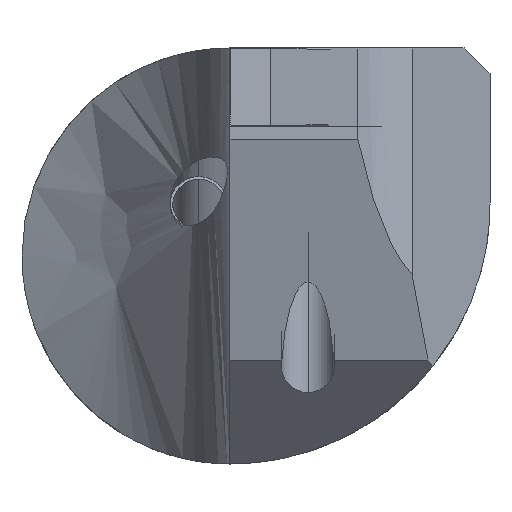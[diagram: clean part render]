
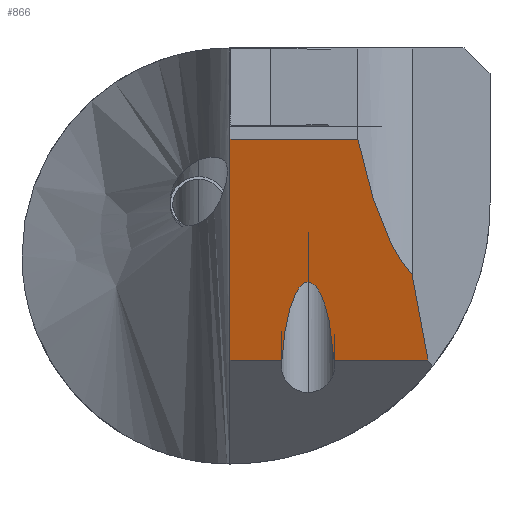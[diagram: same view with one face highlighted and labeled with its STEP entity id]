
A CAD part, left-side view. The second image highlights one B-rep face of the part: STEP entity #866.
In plain terms, the highlighted planar face has unit normal (-0.966, 0, -0.259).
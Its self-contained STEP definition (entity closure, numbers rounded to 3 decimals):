
#57 = CARTESIAN_POINT ( 'NONE',  ( 1.475, -3., -9.005 ) ) ;
#78 = EDGE_CURVE ( 'NONE', #2251, #1284, #1556, .T. ) ;
#85 = CARTESIAN_POINT ( 'NONE',  ( 2.278, 162.603, -12. ) ) ;
#93 = DIRECTION ( 'NONE',  ( 0., -1., 0. ) ) ;
#135 = DIRECTION ( 'NONE',  ( -0.966, 0., -0.259 ) ) ;
#190 = CARTESIAN_POINT ( 'NONE',  ( 2.278, -1.999, -12. ) ) ;
#202 = CARTESIAN_POINT ( 'NONE',  ( 1.475, -3., -9.005 ) ) ;
#230 = EDGE_CURVE ( 'NONE', #3487, #3329, #2325, .T. ) ;
#231 = CARTESIAN_POINT ( 'NONE',  ( 0., -4.92, -3.5 ) ) ;
#293 = EDGE_CURVE ( 'NONE', #1685, #3329, #1453, .T. ) ;
#343 = EDGE_CURVE ( 'NONE', #794, #2679, #3813, .T. ) ;
#381 = CARTESIAN_POINT ( 'NONE',  ( 1.4, -7., -8.725 ) ) ;
#401 = CARTESIAN_POINT ( 'NONE',  ( 1.788, -2.108, -10.175 ) ) ;
#472 = VERTEX_POINT ( 'NONE', #231 ) ;
#479 = CARTESIAN_POINT ( 'NONE',  ( 2.278, 162.603, -12. ) ) ;
#528 = ORIENTED_EDGE ( 'NONE', *, *, #2547, .T. ) ;
#557 = VECTOR ( 'NONE', #3853, 1000. ) ;
#636 = CARTESIAN_POINT ( 'NONE',  ( 1.475, -2.499, -9.005 ) ) ;
#733 = ORIENTED_EDGE ( 'NONE', *, *, #3669, .F. ) ;
#794 = VERTEX_POINT ( 'NONE', #1623 ) ;
#796 = FACE_OUTER_BOUND ( 'NONE', #2162, .T. ) ;
#866 = ADVANCED_FACE ( 'NONE', ( #796 ), #2239, .T. ) ;
#1046 =( BOUNDED_CURVE ( )  B_SPLINE_CURVE ( 3, ( #3339, #1280, #2159, #381 ),
 .UNSPECIFIED., .F., .F. ) 
 B_SPLINE_CURVE_WITH_KNOTS ( ( 4, 4 ),
 ( 2.23, 2.868 ),
 .UNSPECIFIED. ) 
 CURVE ( )  GEOMETRIC_REPRESENTATION_ITEM ( )  RATIONAL_B_SPLINE_CURVE ( ( 1., 0.966, 0.966, 1. ) ) 
 REPRESENTATION_ITEM ( '' )  );
#1075 = LINE ( 'NONE', #479, #1774 ) ;
#1219 = ORIENTED_EDGE ( 'NONE', *, *, #3690, .F. ) ;
#1245 = CARTESIAN_POINT ( 'NONE',  ( 2.278, 0., -12. ) ) ;
#1280 = CARTESIAN_POINT ( 'NONE',  ( 0.683, -5.45, -6.051 ) ) ;
#1284 = VERTEX_POINT ( 'NONE', #2749 ) ;
#1328 = ORIENTED_EDGE ( 'NONE', *, *, #230, .T. ) ;
#1361 = DIRECTION ( 'NONE',  ( 0., -1., 0. ) ) ;
#1453 = LINE ( 'NONE', #3884, #557 ) ;
#1461 = CARTESIAN_POINT ( 'NONE',  ( 0., 0., -3.5 ) ) ;
#1477 = CARTESIAN_POINT ( 'NONE',  ( 1.475, -3., -9.005 ) ) ;
#1556 =( BOUNDED_CURVE ( )  B_SPLINE_CURVE ( 3, ( #202, #636, #401, #190 ),
 .UNSPECIFIED., .F., .F. ) 
 B_SPLINE_CURVE_WITH_KNOTS ( ( 4, 4 ),
 ( 6.283, 7.635 ),
 .UNSPECIFIED. ) 
 CURVE ( )  GEOMETRIC_REPRESENTATION_ITEM ( )  RATIONAL_B_SPLINE_CURVE ( ( 1., 0.853, 0.853, 1. ) ) 
 REPRESENTATION_ITEM ( '' )  );
#1563 = VECTOR ( 'NONE', #2915, 1000. ) ;
#1591 = CARTESIAN_POINT ( 'NONE',  ( 1.788, -3.892, -10.175 ) ) ;
#1617 = ORIENTED_EDGE ( 'NONE', *, *, #3887, .T. ) ;
#1623 = CARTESIAN_POINT ( 'NONE',  ( 0., 0., -3.5 ) ) ;
#1649 = CARTESIAN_POINT ( 'NONE',  ( 2.278, -7.614, -12. ) ) ;
#1654 = LINE ( 'NONE', #1461, #1563 ) ;
#1656 = ORIENTED_EDGE ( 'NONE', *, *, #78, .F. ) ;
#1685 = VERTEX_POINT ( 'NONE', #2945 ) ;
#1772 = ORIENTED_EDGE ( 'NONE', *, *, #343, .T. ) ;
#1774 = VECTOR ( 'NONE', #1361, 1000. ) ;
#1882 = CARTESIAN_POINT ( 'NONE',  ( 1.475, -3.501, -9.005 ) ) ;
#1944 = CARTESIAN_POINT ( 'NONE',  ( 0., 162.603, -3.5 ) ) ;
#2058 = ORIENTED_EDGE ( 'NONE', *, *, #293, .F. ) ;
#2145 =( BOUNDED_CURVE ( )  B_SPLINE_CURVE ( 3, ( #3357, #1591, #1882, #57 ),
 .UNSPECIFIED., .F., .F. ) 
 B_SPLINE_CURVE_WITH_KNOTS ( ( 4, 4 ),
 ( 4.931, 6.283 ),
 .UNSPECIFIED. ) 
 CURVE ( )  GEOMETRIC_REPRESENTATION_ITEM ( )  RATIONAL_B_SPLINE_CURVE ( ( 1., 0.853, 0.853, 1. ) ) 
 REPRESENTATION_ITEM ( '' )  );
#2159 = CARTESIAN_POINT ( 'NONE',  ( 1.166, -6.167, -7.853 ) ) ;
#2162 = EDGE_LOOP ( 'NONE', ( #733, #528, #1772, #1617, #1656, #1219, #1328, #2058 ) ) ;
#2239 = PLANE ( 'NONE',  #2816 ) ;
#2251 = VERTEX_POINT ( 'NONE', #1477 ) ;
#2252 = DIRECTION ( 'NONE',  ( -0.259, 0., 0.966 ) ) ;
#2325 = LINE ( 'NONE', #85, #3015 ) ;
#2547 = EDGE_CURVE ( 'NONE', #472, #794, #1654, .T. ) ;
#2679 = VERTEX_POINT ( 'NONE', #1245 ) ;
#2712 = DIRECTION ( 'NONE',  ( 0.259, 0., -0.966 ) ) ;
#2749 = CARTESIAN_POINT ( 'NONE',  ( 2.278, -1.999, -12. ) ) ;
#2816 = AXIS2_PLACEMENT_3D ( 'NONE', #1944, #135, #2252 ) ;
#2915 = DIRECTION ( 'NONE',  ( 0., 1., 0. ) ) ;
#2917 = VECTOR ( 'NONE', #2712, 1000. ) ;
#2945 = CARTESIAN_POINT ( 'NONE',  ( 1.4, -7., -8.725 ) ) ;
#3015 = VECTOR ( 'NONE', #93, 1000. ) ;
#3144 = CARTESIAN_POINT ( 'NONE',  ( 12.57, 0., -50.413 ) ) ;
#3329 = VERTEX_POINT ( 'NONE', #1649 ) ;
#3339 = CARTESIAN_POINT ( 'NONE',  ( 0., -4.92, -3.5 ) ) ;
#3357 = CARTESIAN_POINT ( 'NONE',  ( 2.278, -4.001, -12. ) ) ;
#3487 = VERTEX_POINT ( 'NONE', #3571 ) ;
#3571 = CARTESIAN_POINT ( 'NONE',  ( 2.278, -4.001, -12. ) ) ;
#3669 = EDGE_CURVE ( 'NONE', #472, #1685, #1046, .T. ) ;
#3690 = EDGE_CURVE ( 'NONE', #3487, #2251, #2145, .T. ) ;
#3813 = LINE ( 'NONE', #3144, #2917 ) ;
#3853 = DIRECTION ( 'NONE',  ( 0.255, -0.178, -0.95 ) ) ;
#3884 = CARTESIAN_POINT ( 'NONE',  ( -7.658, -0.658, 25.079 ) ) ;
#3887 = EDGE_CURVE ( 'NONE', #2679, #1284, #1075, .T. ) ;
